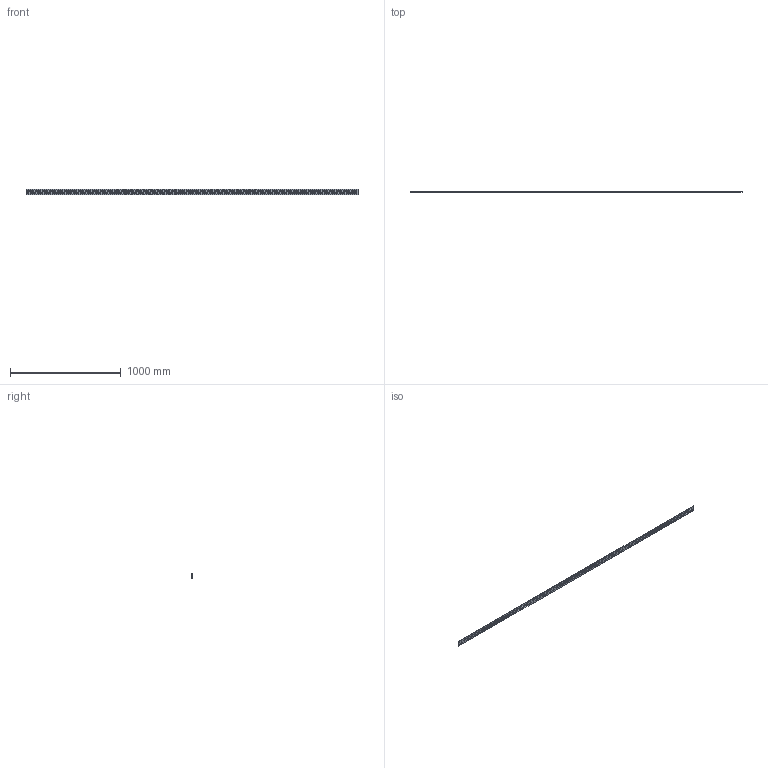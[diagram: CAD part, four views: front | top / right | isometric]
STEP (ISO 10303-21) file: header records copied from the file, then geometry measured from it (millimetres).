
FILE_DESCRIPTION (( 'STEP AP214' ), '1' );
FILE_NAME ('7104960.stp', '2017-01-09T14:41:03', ( '' ), ( '' ), 'SwSTEP 2.0', 'SolidWorks 2016', '' );
FILE_SCHEMA (( 'AUTOMOTIVE_DESIGN' ));
Length unit declared in the file: millimetre
Products named in the file (1): 7104960
Bounding box: 3000 x 4 x 50 mm (x, y, z)
Volume: 443415 mm3; surface area: 294346.6 mm2
Topology: 1 solids, 1 shells, 420 faces, 1254 edges, 836 vertices
Faces by surface type: cylinder 245, plane 175
Entity records: 14662 total; most frequent: DIRECTION 2586, CARTESIAN_POINT 2511, ORIENTED_EDGE 2508, EDGE_CURVE 1254, AXIS2_PLACEMENT_3D 911, VERTEX_POINT 836, VECTOR 764, LINE 764
